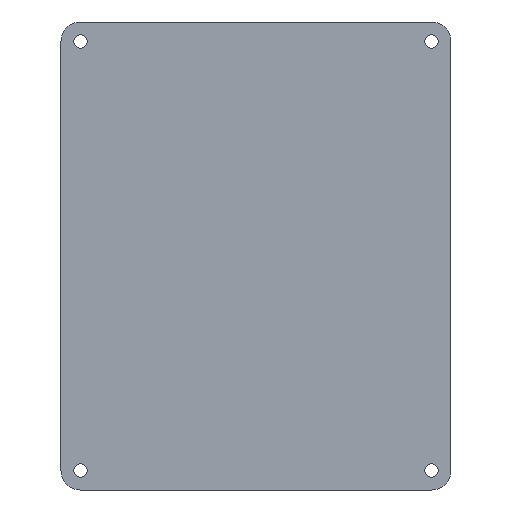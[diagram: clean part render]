
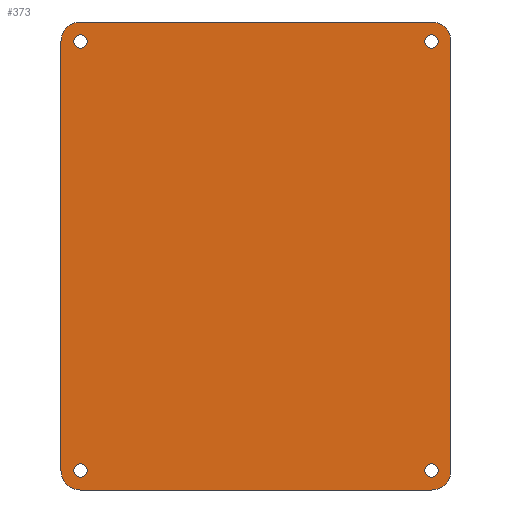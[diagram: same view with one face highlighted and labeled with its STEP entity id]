
A CAD part, front view. The second image highlights one B-rep face of the part: STEP entity #373.
In plain terms, the highlighted planar face has unit normal (0, -1, 0).
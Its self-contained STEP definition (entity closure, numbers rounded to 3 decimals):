
#1 = ORIENTED_EDGE ( 'NONE', *, *, #431, .F. ) ;
#3 = VECTOR ( 'NONE', #95, 1000. ) ;
#10 = CARTESIAN_POINT ( 'NONE',  ( -45., 0., 56.7 ) ) ;
#17 = LINE ( 'NONE', #242, #3 ) ;
#22 = CARTESIAN_POINT ( 'NONE',  ( -50., 0., -60. ) ) ;
#23 = ORIENTED_EDGE ( 'NONE', *, *, #464, .T. ) ;
#26 = DIRECTION ( 'NONE',  ( 0., -1., 0. ) ) ;
#34 = DIRECTION ( 'NONE',  ( 0., 0., -1. ) ) ;
#43 = LINE ( 'NONE', #637, #49 ) ;
#47 = ORIENTED_EDGE ( 'NONE', *, *, #557, .F. ) ;
#49 = VECTOR ( 'NONE', #558, 1000. ) ;
#53 = ORIENTED_EDGE ( 'NONE', *, *, #250, .F. ) ;
#58 = CARTESIAN_POINT ( 'NONE',  ( 0., 0., 0. ) ) ;
#68 = VERTEX_POINT ( 'NONE', #179 ) ;
#72 = EDGE_CURVE ( 'NONE', #296, #262, #524, .T. ) ;
#77 = CARTESIAN_POINT ( 'NONE',  ( -45., 0., 60. ) ) ;
#80 = DIRECTION ( 'NONE',  ( 0., 0., -1. ) ) ;
#89 = ORIENTED_EDGE ( 'NONE', *, *, #103, .F. ) ;
#95 = DIRECTION ( 'NONE',  ( 0., 0., 1. ) ) ;
#96 = AXIS2_PLACEMENT_3D ( 'NONE', #269, #563, #212 ) ;
#103 = EDGE_CURVE ( 'NONE', #330, #630, #358, .T. ) ;
#106 = FACE_OUTER_BOUND ( 'NONE', #245, .T. ) ;
#107 = FACE_BOUND ( 'NONE', #217, .T. ) ;
#109 = AXIS2_PLACEMENT_3D ( 'NONE', #620, #127, #80 ) ;
#111 = CARTESIAN_POINT ( 'NONE',  ( 50., 0., -55. ) ) ;
#113 = CARTESIAN_POINT ( 'NONE',  ( -50., 0., 55. ) ) ;
#114 = FACE_BOUND ( 'NONE', #136, .T. ) ;
#117 = EDGE_LOOP ( 'NONE', ( #369, #586 ) ) ;
#119 = CARTESIAN_POINT ( 'NONE',  ( 45., 0., -55. ) ) ;
#123 = CIRCLE ( 'NONE', #128, 1.7 ) ;
#125 = FACE_BOUND ( 'NONE', #182, .T. ) ;
#127 = DIRECTION ( 'NONE',  ( 0., -1., 0. ) ) ;
#128 = AXIS2_PLACEMENT_3D ( 'NONE', #606, #268, #211 ) ;
#133 = CIRCLE ( 'NONE', #144, 5. ) ;
#136 = EDGE_LOOP ( 'NONE', ( #89, #323 ) ) ;
#144 = AXIS2_PLACEMENT_3D ( 'NONE', #178, #192, #380 ) ;
#158 = DIRECTION ( 'NONE',  ( 0., -1., 0. ) ) ;
#161 = CIRCLE ( 'NONE', #109, 1.7 ) ;
#167 = CIRCLE ( 'NONE', #96, 5. ) ;
#169 = DIRECTION ( 'NONE',  ( 0., 0., -1. ) ) ;
#171 = ORIENTED_EDGE ( 'NONE', *, *, #450, .F. ) ;
#178 = CARTESIAN_POINT ( 'NONE',  ( -45., 0., -55. ) ) ;
#179 = CARTESIAN_POINT ( 'NONE',  ( -45., 0., -53.3 ) ) ;
#182 = EDGE_LOOP ( 'NONE', ( #53, #206 ) ) ;
#192 = DIRECTION ( 'NONE',  ( 0., -1., 0. ) ) ;
#196 = CARTESIAN_POINT ( 'NONE',  ( -45., 0., -55. ) ) ;
#205 = EDGE_CURVE ( 'NONE', #484, #338, #408, .T. ) ;
#206 = ORIENTED_EDGE ( 'NONE', *, *, #368, .F. ) ;
#211 = DIRECTION ( 'NONE',  ( 0., 0., -1. ) ) ;
#212 = DIRECTION ( 'NONE',  ( 0., 0., -1. ) ) ;
#213 = AXIS2_PLACEMENT_3D ( 'NONE', #196, #507, #379 ) ;
#214 = FACE_BOUND ( 'NONE', #117, .T. ) ;
#216 = CIRCLE ( 'NONE', #503, 5. ) ;
#217 = EDGE_LOOP ( 'NONE', ( #47, #624 ) ) ;
#218 = CARTESIAN_POINT ( 'NONE',  ( 45., 0., 56.7 ) ) ;
#224 = VERTEX_POINT ( 'NONE', #113 ) ;
#231 = CARTESIAN_POINT ( 'NONE',  ( 45., 0., 53.3 ) ) ;
#234 = AXIS2_PLACEMENT_3D ( 'NONE', #58, #158, #467 ) ;
#242 = CARTESIAN_POINT ( 'NONE',  ( -50., 0., 60. ) ) ;
#245 = EDGE_LOOP ( 'NONE', ( #295, #511, #1, #294, #510, #23, #171, #442 ) ) ;
#250 = EDGE_CURVE ( 'NONE', #433, #340, #352, .T. ) ;
#256 = AXIS2_PLACEMENT_3D ( 'NONE', #634, #631, #293 ) ;
#262 = VERTEX_POINT ( 'NONE', #278 ) ;
#264 = DIRECTION ( 'NONE',  ( 1., 0., 0. ) ) ;
#265 = VECTOR ( 'NONE', #428, 1000. ) ;
#268 = DIRECTION ( 'NONE',  ( 0., -1., 0. ) ) ;
#269 = CARTESIAN_POINT ( 'NONE',  ( 45., 0., 55. ) ) ;
#272 = LINE ( 'NONE', #22, #265 ) ;
#275 = VERTEX_POINT ( 'NONE', #479 ) ;
#277 = DIRECTION ( 'NONE',  ( 0., -1., 0. ) ) ;
#278 = CARTESIAN_POINT ( 'NONE',  ( 45., 0., -53.3 ) ) ;
#281 = EDGE_CURVE ( 'NONE', #484, #275, #272, .T. ) ;
#293 = DIRECTION ( 'NONE',  ( 0., 0., -1. ) ) ;
#294 = ORIENTED_EDGE ( 'NONE', *, *, #348, .T. ) ;
#295 = ORIENTED_EDGE ( 'NONE', *, *, #281, .F. ) ;
#296 = VERTEX_POINT ( 'NONE', #477 ) ;
#301 = CARTESIAN_POINT ( 'NONE',  ( 45., 0., 60. ) ) ;
#316 = CARTESIAN_POINT ( 'NONE',  ( -50., 0., -55. ) ) ;
#323 = ORIENTED_EDGE ( 'NONE', *, *, #591, .F. ) ;
#328 = VECTOR ( 'NONE', #264, 1000. ) ;
#330 = VERTEX_POINT ( 'NONE', #218 ) ;
#338 = VERTEX_POINT ( 'NONE', #111 ) ;
#340 = VERTEX_POINT ( 'NONE', #562 ) ;
#341 = AXIS2_PLACEMENT_3D ( 'NONE', #389, #404, #34 ) ;
#348 = EDGE_CURVE ( 'NONE', #517, #565, #167, .T. ) ;
#352 = CIRCLE ( 'NONE', #633, 1.7 ) ;
#355 = CIRCLE ( 'NONE', #540, 1.7 ) ;
#358 = CIRCLE ( 'NONE', #341, 1.7 ) ;
#364 = VERTEX_POINT ( 'NONE', #316 ) ;
#368 = EDGE_CURVE ( 'NONE', #340, #433, #123, .T. ) ;
#369 = ORIENTED_EDGE ( 'NONE', *, *, #616, .F. ) ;
#373 = ADVANCED_FACE ( 'NONE', ( #125, #214, #114, #107, #106 ), #514, .T. ) ;
#379 = DIRECTION ( 'NONE',  ( 0., 0., -1. ) ) ;
#380 = DIRECTION ( 'NONE',  ( 0., 0., -1. ) ) ;
#389 = CARTESIAN_POINT ( 'NONE',  ( 45., 0., 55. ) ) ;
#390 = CARTESIAN_POINT ( 'NONE',  ( -45., 0., 55. ) ) ;
#392 = CARTESIAN_POINT ( 'NONE',  ( -45., 0., -56.7 ) ) ;
#394 = CIRCLE ( 'NONE', #213, 1.7 ) ;
#396 = DIRECTION ( 'NONE',  ( 0., -1., 0. ) ) ;
#400 = DIRECTION ( 'NONE',  ( 0., 0., -1. ) ) ;
#404 = DIRECTION ( 'NONE',  ( 0., -1., 0. ) ) ;
#405 = EDGE_CURVE ( 'NONE', #527, #565, #590, .T. ) ;
#407 = CARTESIAN_POINT ( 'NONE',  ( -45., 0., -55. ) ) ;
#408 = CIRCLE ( 'NONE', #570, 5. ) ;
#410 = CIRCLE ( 'NONE', #256, 1.7 ) ;
#428 = DIRECTION ( 'NONE',  ( -1., 0., 0. ) ) ;
#431 = EDGE_CURVE ( 'NONE', #517, #338, #43, .T. ) ;
#433 = VERTEX_POINT ( 'NONE', #10 ) ;
#435 = DIRECTION ( 'NONE',  ( 0., -1., 0. ) ) ;
#442 = ORIENTED_EDGE ( 'NONE', *, *, #594, .T. ) ;
#443 = DIRECTION ( 'NONE',  ( 0., 0., -1. ) ) ;
#450 = EDGE_CURVE ( 'NONE', #364, #224, #17, .T. ) ;
#455 = CARTESIAN_POINT ( 'NONE',  ( 45., 0., -60. ) ) ;
#464 = EDGE_CURVE ( 'NONE', #527, #224, #216, .T. ) ;
#467 = DIRECTION ( 'NONE',  ( 0., 0., -1. ) ) ;
#471 = EDGE_CURVE ( 'NONE', #592, #68, #355, .T. ) ;
#477 = CARTESIAN_POINT ( 'NONE',  ( 45., 0., -56.7 ) ) ;
#479 = CARTESIAN_POINT ( 'NONE',  ( -45., 0., -60. ) ) ;
#484 = VERTEX_POINT ( 'NONE', #455 ) ;
#503 = AXIS2_PLACEMENT_3D ( 'NONE', #390, #396, #400 ) ;
#507 = DIRECTION ( 'NONE',  ( 0., -1., 0. ) ) ;
#510 = ORIENTED_EDGE ( 'NONE', *, *, #405, .F. ) ;
#511 = ORIENTED_EDGE ( 'NONE', *, *, #205, .T. ) ;
#514 = PLANE ( 'NONE',  #234 ) ;
#517 = VERTEX_POINT ( 'NONE', #536 ) ;
#521 = DIRECTION ( 'NONE',  ( 0., 0., -1. ) ) ;
#524 = CIRCLE ( 'NONE', #607, 1.7 ) ;
#527 = VERTEX_POINT ( 'NONE', #77 ) ;
#534 = DIRECTION ( 'NONE',  ( 0., -1., 0. ) ) ;
#536 = CARTESIAN_POINT ( 'NONE',  ( 50., 0., 55. ) ) ;
#540 = AXIS2_PLACEMENT_3D ( 'NONE', #407, #435, #443 ) ;
#557 = EDGE_CURVE ( 'NONE', #262, #296, #161, .T. ) ;
#558 = DIRECTION ( 'NONE',  ( 0., 0., -1. ) ) ;
#559 = CARTESIAN_POINT ( 'NONE',  ( -50., 0., 60. ) ) ;
#562 = CARTESIAN_POINT ( 'NONE',  ( -45., 0., 53.3 ) ) ;
#563 = DIRECTION ( 'NONE',  ( 0., -1., 0. ) ) ;
#565 = VERTEX_POINT ( 'NONE', #301 ) ;
#570 = AXIS2_PLACEMENT_3D ( 'NONE', #573, #534, #169 ) ;
#571 = DIRECTION ( 'NONE',  ( 0., 0., -1. ) ) ;
#573 = CARTESIAN_POINT ( 'NONE',  ( 45., 0., -55. ) ) ;
#586 = ORIENTED_EDGE ( 'NONE', *, *, #471, .F. ) ;
#590 = LINE ( 'NONE', #559, #328 ) ;
#591 = EDGE_CURVE ( 'NONE', #630, #330, #410, .T. ) ;
#592 = VERTEX_POINT ( 'NONE', #392 ) ;
#594 = EDGE_CURVE ( 'NONE', #364, #275, #133, .T. ) ;
#606 = CARTESIAN_POINT ( 'NONE',  ( -45., 0., 55. ) ) ;
#607 = AXIS2_PLACEMENT_3D ( 'NONE', #119, #26, #521 ) ;
#615 = CARTESIAN_POINT ( 'NONE',  ( -45., 0., 55. ) ) ;
#616 = EDGE_CURVE ( 'NONE', #68, #592, #394, .T. ) ;
#620 = CARTESIAN_POINT ( 'NONE',  ( 45., 0., -55. ) ) ;
#624 = ORIENTED_EDGE ( 'NONE', *, *, #72, .F. ) ;
#630 = VERTEX_POINT ( 'NONE', #231 ) ;
#631 = DIRECTION ( 'NONE',  ( 0., -1., 0. ) ) ;
#633 = AXIS2_PLACEMENT_3D ( 'NONE', #615, #277, #571 ) ;
#634 = CARTESIAN_POINT ( 'NONE',  ( 45., 0., 55. ) ) ;
#637 = CARTESIAN_POINT ( 'NONE',  ( 50., 0., 60. ) ) ;
